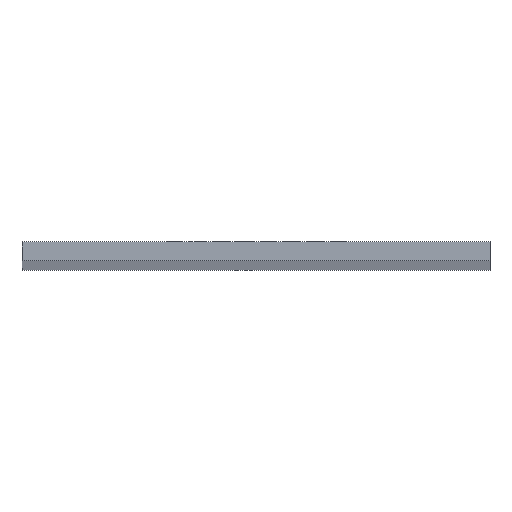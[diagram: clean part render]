
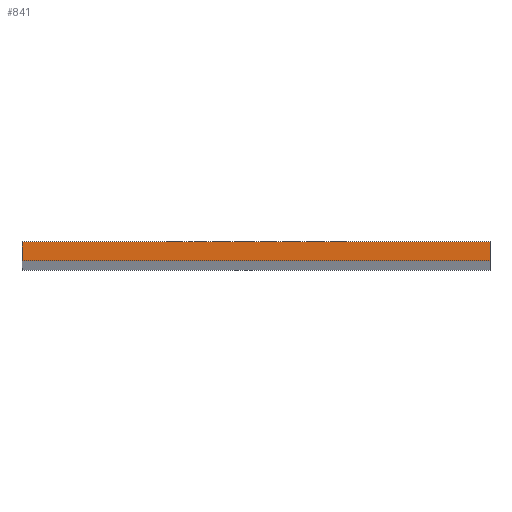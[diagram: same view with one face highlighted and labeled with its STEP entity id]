
A CAD part, top view. The second image highlights one B-rep face of the part: STEP entity #841.
In plain terms, the highlighted planar face has unit normal (0, 0, 1).
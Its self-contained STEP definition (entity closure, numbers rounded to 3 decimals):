
#102=ORIENTED_EDGE('',*,*,#292,.T.);
#103=ORIENTED_EDGE('',*,*,#334,.T.);
#104=ORIENTED_EDGE('',*,*,#329,.F.);
#105=ORIENTED_EDGE('',*,*,#332,.F.);
#292=EDGE_CURVE('',#407,#409,#487,.T.);
#329=EDGE_CURVE('',#446,#447,#524,.T.);
#332=EDGE_CURVE('',#407,#446,#527,.T.);
#334=EDGE_CURVE('',#409,#447,#529,.T.);
#407=VERTEX_POINT('',#1208);
#409=VERTEX_POINT('',#1212);
#446=VERTEX_POINT('',#1287);
#447=VERTEX_POINT('',#1289);
#487=LINE('',#1213,#604);
#524=LINE('',#1288,#641);
#527=LINE('',#1294,#644);
#529=LINE('',#1297,#646);
#604=VECTOR('',#975,1000.);
#641=VECTOR('',#1014,1000.);
#644=VECTOR('',#1019,1000.);
#646=VECTOR('',#1023,1000.);
#702=EDGE_LOOP('',(#102,#103,#104,#105));
#759=FACE_BOUND('',#702,.T.);
#800=PLANE('',#895);
#841=ADVANCED_FACE('',(#759),#800,.T.);
#895=AXIS2_PLACEMENT_3D('',#1296,#1021,#1022);
#975=DIRECTION('',(1.,0.,0.));
#1014=DIRECTION('',(1.,0.,0.));
#1019=DIRECTION('',(0.,1.,0.));
#1021=DIRECTION('',(0.,0.,1.));
#1022=DIRECTION('',(1.,0.,0.));
#1023=DIRECTION('',(0.,1.,0.));
#1208=CARTESIAN_POINT('',(0.,0.,1.));
#1212=CARTESIAN_POINT('',(20.,0.,1.));
#1213=CARTESIAN_POINT('',(0.,0.,1.));
#1287=CARTESIAN_POINT('',(0.,0.8,1.));
#1288=CARTESIAN_POINT('',(0.,0.8,1.));
#1289=CARTESIAN_POINT('',(20.,0.8,1.));
#1294=CARTESIAN_POINT('',(0.,0.,1.));
#1296=CARTESIAN_POINT('',(0.,0.,1.));
#1297=CARTESIAN_POINT('',(20.,0.,1.));
